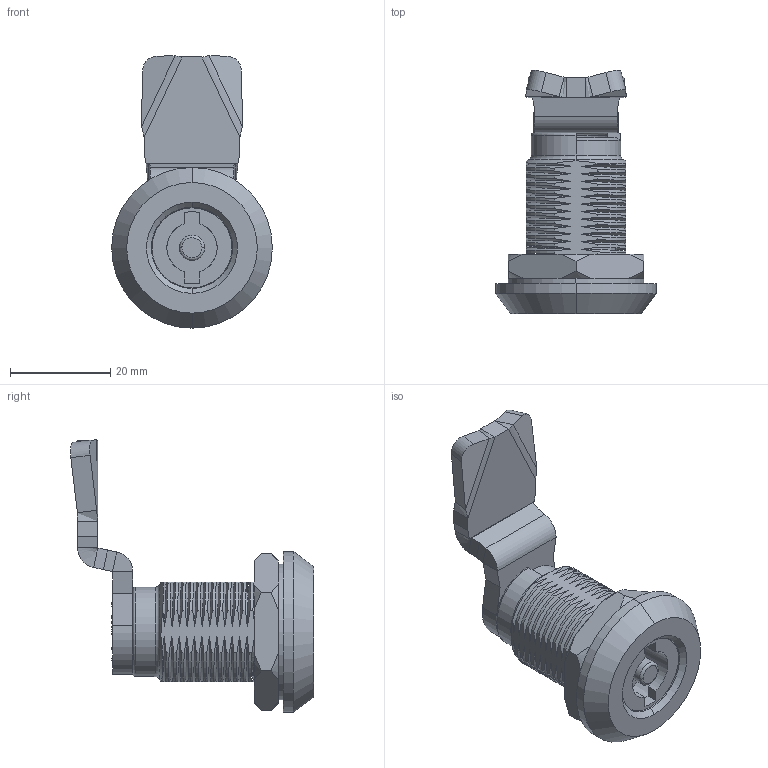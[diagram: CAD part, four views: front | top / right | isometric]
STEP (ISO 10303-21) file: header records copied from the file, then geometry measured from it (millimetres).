
FILE_DESCRIPTION (( 'STEP AP203' ), '1' );
FILE_NAME ('KY30.15.1.2.1024.0.STEP', '2022-06-28T12:46:18', ( '' ), ( '' ), 'SwSTEP 2.0', 'SolidWorks 2021', '' );
FILE_SCHEMA (( 'CONFIG_CONTROL_DESIGN' ));
Products named in the file (1): KY30.15.1.2.1024.0
Bounding box: 32 x 48.42 x 54.23 mm (x, y, z)
Surface area: 9580.7 mm2 (no closed solid volume)
Topology: 0 solids, 15 shells, 315 faces, 1000 edges, 689 vertices
Faces by surface type: bspline 124, cylinder 81, plane 79, cone 26, torus 5
Entity records: 76713 total; most frequent: CARTESIAN_POINT 69514, ORIENTED_EDGE 1780, EDGE_CURVE 1000, DIRECTION 953, VERTEX_POINT 689, B_SPLINE_CURVE_WITH_KNOTS 371, VECTOR 363, LINE 363
